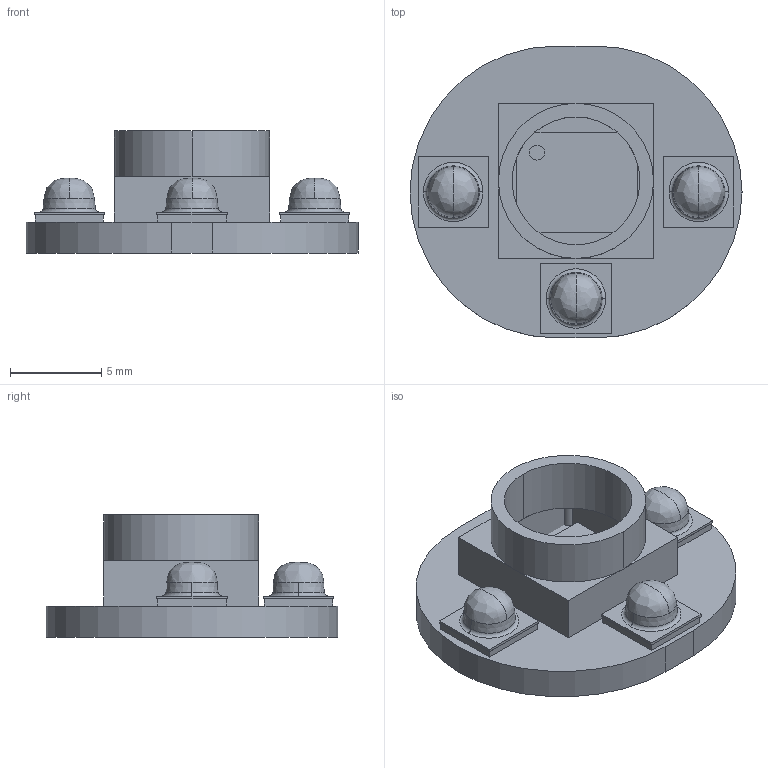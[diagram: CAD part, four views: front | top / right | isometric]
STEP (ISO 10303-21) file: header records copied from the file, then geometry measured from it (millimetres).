
FILE_DESCRIPTION(('Open CASCADE Model'),'2;1');
FILE_NAME('Open CASCADE Shape Model','2018-01-21T18:13:08',('Author'),( 'Open CASCADE'),'Open CASCADE STEP processor 6.8','Open CASCADE 6.8' ,'Unknown');
FILE_SCHEMA(('AUTOMOTIVE_DESIGN { 1 0 10303 214 1 1 1 1 }'));
Length unit declared in the file: millimetre
Products named in the file (14): PCB; Board; Designator4; SFH_4715AS_110615_geometry_RGB13421772; Designator3; Designator2; Designator1; 7456537280; Open_CASCADE_STEP_translator_6.8_14.1; Body; Open_CASCADE_STEP_translator_6.8_14.2.1; ball; Free-Models; LensMount_RGB4408131
Assembly tree (58 placements, depth 5):
  PCB
    Board
    Designator4
      SFH_4715AS_110615_geometry_RGB13421772
    Designator3
      SFH_4715AS_110615_geometry_RGB13421772
    Designator2
      SFH_4715AS_110615_geometry_RGB13421772
    Designator1
      7456537280
        Open_CASCADE_STEP_translator_6.8_14.1
        Body
          Open_CASCADE_STEP_translator_6.8_14.2.1
        ball  x44
    Free-Models
      LensMount_RGB4408131
Bounding box: 18.2 x 16 x 6.7 mm (x, y, z)
Volume: 573 mm3; surface area: 1155.5 mm2
Topology: 50 solids, 51 shells, 235 faces, 606 edges, 394 vertices
Faces by surface type: plane 115, bspline 45, sphere 44, cylinder 19, cone 6, torus 6
Full cylindrical faces by diameter (mm): 0.6 x4, 0.826 x1
Entity records: 4497 total; most frequent: CARTESIAN_POINT 877, DIRECTION 553, ORIENTED_EDGE 471, EDGE_CURVE 236, AXIS2_PLACEMENT_3D 201, VERTEX_POINT 153, LINE 151, VECTOR 151
